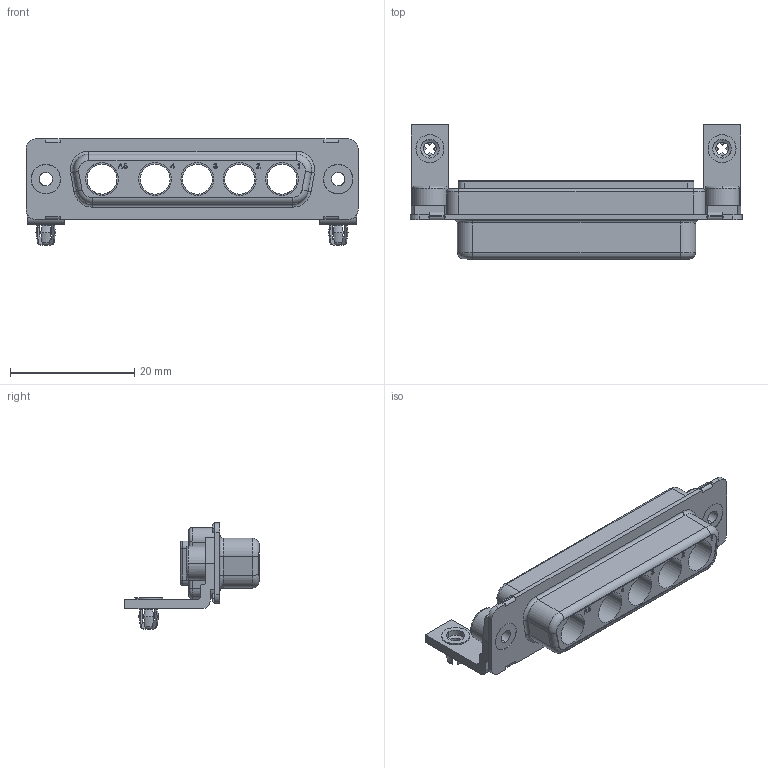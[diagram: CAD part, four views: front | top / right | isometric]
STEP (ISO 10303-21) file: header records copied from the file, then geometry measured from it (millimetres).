
FILE_DESCRIPTION(('Creo Elements/Direct Modeling STEP Export'),'2;1');
FILE_NAME('model.stp','2019-03-20T20:19:08',(''),(''),'Creo Elements/Direct Modeling STEP processor for AP214 (Solid Model)','Creo Elements/Direct Modeling 20.1A 29-Sep-2018 (C) Parametric Technology GmbH','');
FILE_SCHEMA(('AUTOMOTIVE_DESIGN { 1 0 10303 214 1 1 1 1 }'));
Length unit declared in the file: millimetre
Products named in the file (2): VS-25-BU-DSUB-5P-LH
Assembly tree (1 placements, depth 2):
  VS-25-BU-DSUB-5P-LH
    VS-25-BU-DSUB-5P-LH
Bounding box: 53.42 x 21.6 x 17.07 mm (x, y, z)
Volume: 3932.7 mm3; surface area: 4177.7 mm2
Topology: 1 solids, 1 shells, 809 faces, 2303 edges, 1525 vertices
Faces by surface type: plane 623, cylinder 118, torus 44, cone 24
Entity records: 35531 total; most frequent: CARTESIAN_POINT 8141, ORIENTED_EDGE 4606, DIRECTION 3914, EDGE_CURVE 2303, VECTOR 1846, LINE 1846, VERTEX_POINT 1525, AXIS2_PLACEMENT_3D 1034
